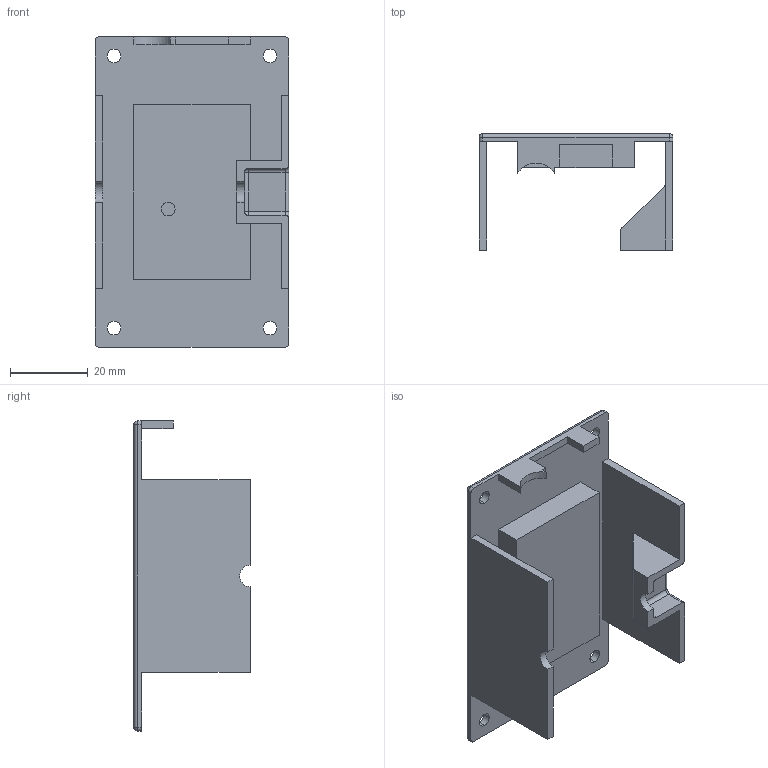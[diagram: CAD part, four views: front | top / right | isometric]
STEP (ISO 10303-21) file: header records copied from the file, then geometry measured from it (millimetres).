
FILE_DESCRIPTION (( 'STEP AP214' ), '1' );
FILE_NAME ('carregador_tampa.STEP', '2022-09-28T15:12:50', ( '' ), ( '' ), 'SwSTEP 2.0', 'SolidWorks 2020', '' );
FILE_SCHEMA (( 'AUTOMOTIVE_DESIGN' ));
Length unit declared in the file: millimetre
Products named in the file (1): carregador_tampa
Bounding box: 50 x 30 x 80 mm (x, y, z)
Volume: 23223.4 mm3; surface area: 16708.7 mm2
Topology: 1 solids, 1 shells, 106 faces, 275 edges, 172 vertices
Faces by surface type: plane 60, cylinder 38, sphere 6, torus 2
Entity records: 3229 total; most frequent: DIRECTION 561, CARTESIAN_POINT 548, ORIENTED_EDGE 538, EDGE_CURVE 269, LINE 191, VECTOR 191, AXIS2_PLACEMENT_3D 185, VERTEX_POINT 172
